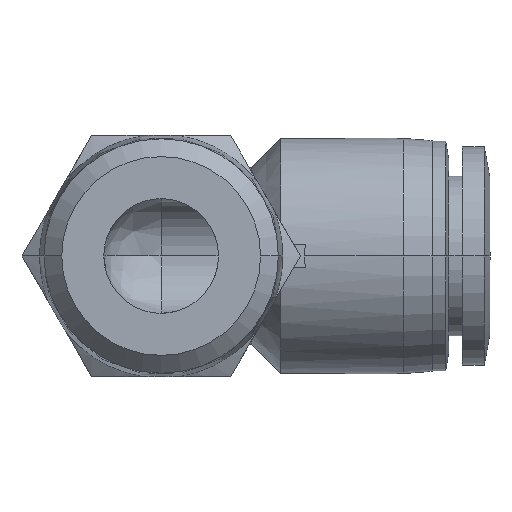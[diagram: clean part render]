
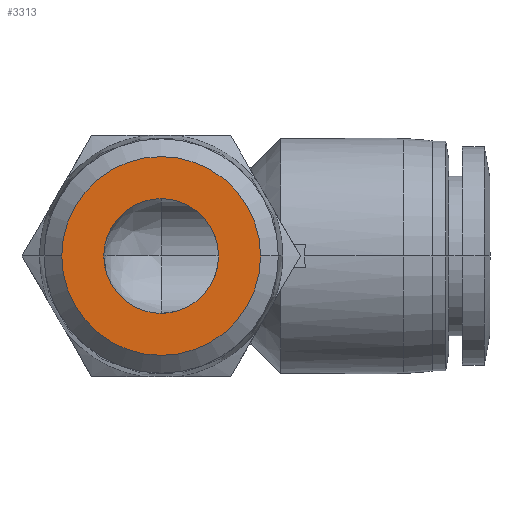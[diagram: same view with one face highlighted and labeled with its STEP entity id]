
A CAD part, front view. The second image highlights one B-rep face of the part: STEP entity #3313.
In plain terms, the highlighted planar face has unit normal (0, -1, 0).
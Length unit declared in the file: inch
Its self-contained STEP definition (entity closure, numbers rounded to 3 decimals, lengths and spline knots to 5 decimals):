
#90 = AXIS2_PLACEMENT_3D ( 'NONE', #1802, #137, #2072 ) ;
#137 = DIRECTION ( 'NONE',  ( 0., 1., 0. ) ) ;
#183 = ORIENTED_EDGE ( 'NONE', *, *, #1298, .T. ) ;
#236 = FACE_OUTER_BOUND ( 'NONE', #757, .T. ) ;
#455 = CIRCLE ( 'NONE', #90, 0.19685 ) ;
#458 = CIRCLE ( 'NONE', #3046, 0.34104 ) ;
#505 = EDGE_CURVE ( 'NONE', #2152, #632, #2617, .T. ) ;
#632 = VERTEX_POINT ( 'NONE', #1694 ) ;
#727 = CARTESIAN_POINT ( 'NONE',  ( -0.17052, -0.7874, 0. ) ) ;
#741 = EDGE_CURVE ( 'NONE', #1419, #1294, #1846, .T. ) ;
#757 = EDGE_LOOP ( 'NONE', ( #3114, #183 ) ) ;
#924 = DIRECTION ( 'NONE',  ( 0., -1., 0. ) ) ;
#962 = CARTESIAN_POINT ( 'NONE',  ( -0.34104, -0.7874, 0. ) ) ;
#998 = CARTESIAN_POINT ( 'NONE',  ( 0., -0.7874, 0. ) ) ;
#1000 = DIRECTION ( 'NONE',  ( 1., 0., 0. ) ) ;
#1036 = DIRECTION ( 'NONE',  ( 0., -1., 0. ) ) ;
#1040 = ORIENTED_EDGE ( 'NONE', *, *, #1407, .T. ) ;
#1245 = AXIS2_PLACEMENT_3D ( 'NONE', #727, #2638, #1000 ) ;
#1294 = VERTEX_POINT ( 'NONE', #3039 ) ;
#1298 = EDGE_CURVE ( 'NONE', #1294, #1419, #458, .T. ) ;
#1316 = DIRECTION ( 'NONE',  ( -1., 0., 0. ) ) ;
#1373 = AXIS2_PLACEMENT_3D ( 'NONE', #998, #1036, #1316 ) ;
#1407 = EDGE_CURVE ( 'NONE', #632, #2152, #455, .T. ) ;
#1419 = VERTEX_POINT ( 'NONE', #962 ) ;
#1525 = FACE_BOUND ( 'NONE', #1723, .T. ) ;
#1532 = AXIS2_PLACEMENT_3D ( 'NONE', #2527, #2518, #2508 ) ;
#1694 = CARTESIAN_POINT ( 'NONE',  ( 0.19685, -0.7874, 0. ) ) ;
#1723 = EDGE_LOOP ( 'NONE', ( #3317, #1040 ) ) ;
#1802 = CARTESIAN_POINT ( 'NONE',  ( 0., -0.7874, 0. ) ) ;
#1816 = PLANE ( 'NONE',  #1245 ) ;
#1846 = CIRCLE ( 'NONE', #1373, 0.34104 ) ;
#2072 = DIRECTION ( 'NONE',  ( -1., 0., 0. ) ) ;
#2152 = VERTEX_POINT ( 'NONE', #2652 ) ;
#2508 = DIRECTION ( 'NONE',  ( -1., 0., 0. ) ) ;
#2518 = DIRECTION ( 'NONE',  ( 0., 1., 0. ) ) ;
#2527 = CARTESIAN_POINT ( 'NONE',  ( 0., -0.7874, 0. ) ) ;
#2555 = CARTESIAN_POINT ( 'NONE',  ( 0., -0.7874, 0. ) ) ;
#2617 = CIRCLE ( 'NONE', #1532, 0.19685 ) ;
#2638 = DIRECTION ( 'NONE',  ( 0., -1., 0. ) ) ;
#2652 = CARTESIAN_POINT ( 'NONE',  ( -0.19685, -0.7874, 0. ) ) ;
#2808 = DIRECTION ( 'NONE',  ( -1., 0., 0. ) ) ;
#3039 = CARTESIAN_POINT ( 'NONE',  ( 0.34104, -0.7874, 0. ) ) ;
#3046 = AXIS2_PLACEMENT_3D ( 'NONE', #2555, #924, #2808 ) ;
#3114 = ORIENTED_EDGE ( 'NONE', *, *, #741, .T. ) ;
#3313 = ADVANCED_FACE ( 'NONE', ( #1525, #236 ), #1816, .T. ) ;
#3317 = ORIENTED_EDGE ( 'NONE', *, *, #505, .T. ) ;
